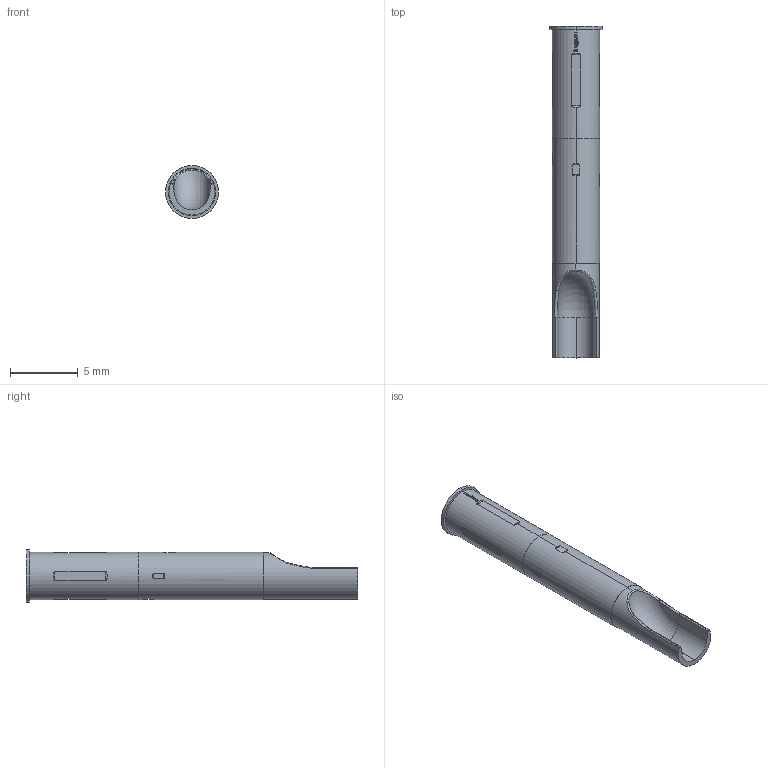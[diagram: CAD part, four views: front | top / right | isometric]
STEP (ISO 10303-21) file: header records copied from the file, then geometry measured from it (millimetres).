
FILE_DESCRIPTION (( 'STEP AP203' ), '1' );
FILE_NAME ('INGUN_KS-103_30.STEP', '2021-02-03T09:48:02', ( '' ), ( '' ), 'SwSTEP 2.0', 'SolidWorks 2018', '' );
FILE_SCHEMA (( 'CONFIG_CONTROL_DESIGN' ));
Length unit declared in the file: millimetre
Products named in the file (1): INGUN_KS-103_30
Bounding box: 3.9 x 24.5 x 3.9 mm (x, y, z)
Volume: 194.6 mm3; surface area: 296.7 mm2
Topology: 1 solids, 1 shells, 138 faces, 372 edges, 244 vertices
Faces by surface type: plane 55, cylinder 51, bspline 25, cone 4, torus 3
Entity records: 4923 total; most frequent: CARTESIAN_POINT 1577, ORIENTED_EDGE 744, DIRECTION 599, EDGE_CURVE 372, VERTEX_POINT 244, AXIS2_PLACEMENT_3D 230, EDGE_LOOP 146, VECTOR 139
